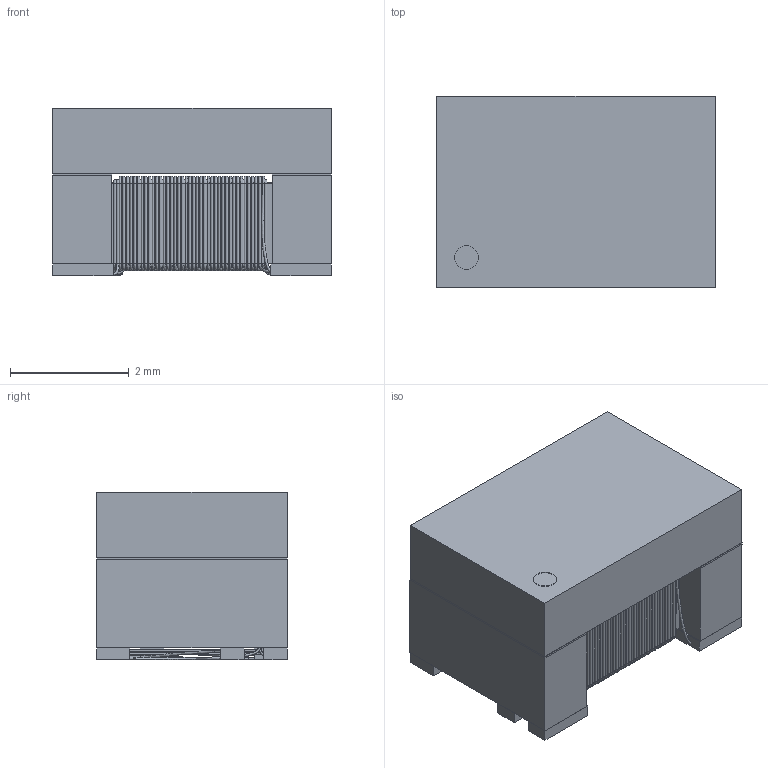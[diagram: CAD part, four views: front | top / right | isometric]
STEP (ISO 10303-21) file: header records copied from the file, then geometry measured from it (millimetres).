
FILE_DESCRIPTION(/* description */ ('Unknown'),/* implementation_level */ '2;1');
FILE_NAME(/* name */ '74930000',/* time_stamp */ '2021-04-21T07:27:56+02:00',/* author */ ('Unknown'),/* organization */ ('Unknown'),/* preprocessor_version */ 'ST-DEVELOPER v16.7',/* originating_system */ 'Solid Edge',/* authorisation */ 'Unknown');
FILE_SCHEMA (('AUTOMOTIVE_DESIGN {1 0 10303 214 3 1 1}'));
Length unit declared in the file: millimetre
Products named in the file (6): 74930000; Core; Windings_02; Pins; Glue; Upper Plate
Assembly tree (5 placements, depth 2):
  74930000
    Core
    Windings_02
    Pins
    Glue
    Upper Plate
Bounding box: 4.7 x 3.22 x 2.83 mm (x, y, z)
Volume: 36 mm3; surface area: 201.1 mm2
Topology: 15 solids, 15 shells, 737 faces, 1480 edges, 774 vertices
Faces by surface type: cylinder 327, bspline 164, torus 160, plane 86
Full cylindrical faces by diameter (mm): 0.042 x322, 0.4 x1
Entity records: 29063 total; most frequent: CARTESIAN_POINT 16636, DIRECTION 2637, ORIENTED_EDGE 1650, EDGE_LOOP 1385, FACE_BOUND 1385, AXIS2_PLACEMENT_3D 1236, EDGE_CURVE 825, VERTEX_POINT 766
